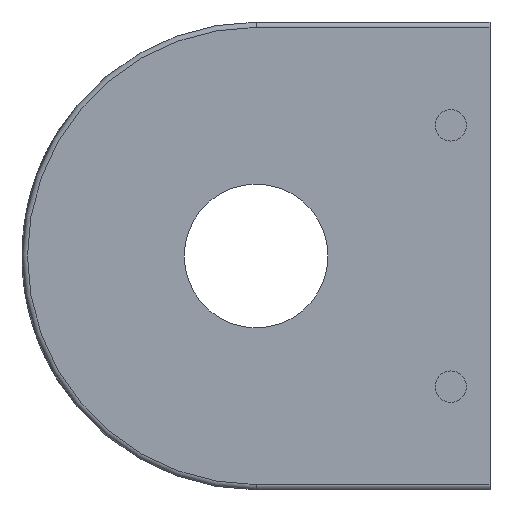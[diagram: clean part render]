
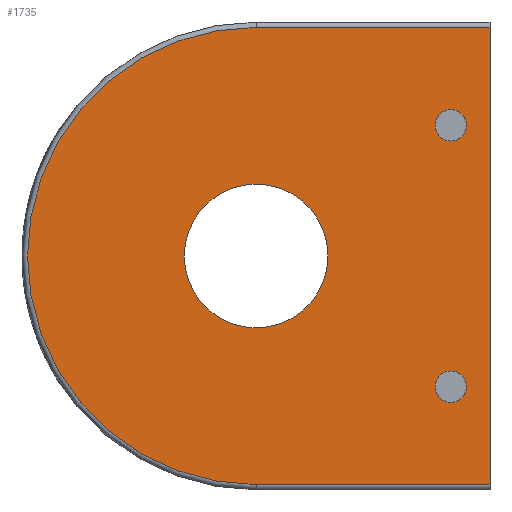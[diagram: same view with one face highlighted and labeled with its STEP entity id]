
A CAD part, front view. The second image highlights one B-rep face of the part: STEP entity #1735.
In plain terms, the highlighted planar face has unit normal (0, -1, 0).
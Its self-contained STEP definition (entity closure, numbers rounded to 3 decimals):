
#18 = AXIS2_PLACEMENT_3D ( 'NONE', #1557, #1781, #85 ) ;
#34 = DIRECTION ( 'NONE',  ( 0., 0., -1. ) ) ;
#42 = VERTEX_POINT ( 'NONE', #2010 ) ;
#57 = CARTESIAN_POINT ( 'NONE',  ( 8.95, 0., 8.75 ) ) ;
#85 = DIRECTION ( 'NONE',  ( 0., 0., 1. ) ) ;
#116 = CARTESIAN_POINT ( 'NONE',  ( 0., 0., 0. ) ) ;
#198 = DIRECTION ( 'NONE',  ( 0., -1., 0. ) ) ;
#219 = DIRECTION ( 'NONE',  ( 0., 0., 1. ) ) ;
#298 = DIRECTION ( 'NONE',  ( 0., 1., 0. ) ) ;
#306 = CARTESIAN_POINT ( 'NONE',  ( 7.45, 0., 4.4 ) ) ;
#309 = FACE_BOUND ( 'NONE', #2119, .T. ) ;
#349 = EDGE_CURVE ( 'NONE', #3109, #2166, #2837, .T. ) ;
#442 = ORIENTED_EDGE ( 'NONE', *, *, #1954, .F. ) ;
#561 = EDGE_LOOP ( 'NONE', ( #2482, #1188 ) ) ;
#629 = VECTOR ( 'NONE', #2459, 1000. ) ;
#750 = AXIS2_PLACEMENT_3D ( 'NONE', #2359, #2115, #912 ) ;
#759 = CARTESIAN_POINT ( 'NONE',  ( 0., 0., 2.75 ) ) ;
#764 = DIRECTION ( 'NONE',  ( 1., 0., 0. ) ) ;
#912 = DIRECTION ( 'NONE',  ( 0., 0., 1. ) ) ;
#928 = EDGE_LOOP ( 'NONE', ( #1816, #1033 ) ) ;
#937 = VERTEX_POINT ( 'NONE', #2955 ) ;
#946 = AXIS2_PLACEMENT_3D ( 'NONE', #3008, #2969, #2230 ) ;
#967 = EDGE_CURVE ( 'NONE', #2166, #3109, #2132, .T. ) ;
#968 = VECTOR ( 'NONE', #34, 1000. ) ;
#985 = AXIS2_PLACEMENT_3D ( 'NONE', #116, #1840, #1597 ) ;
#1001 = CARTESIAN_POINT ( 'NONE',  ( 8.95, 0., 0. ) ) ;
#1002 = ORIENTED_EDGE ( 'NONE', *, *, #2625, .T. ) ;
#1004 = FACE_OUTER_BOUND ( 'NONE', #2587, .T. ) ;
#1010 = VECTOR ( 'NONE', #764, 1000. ) ;
#1033 = ORIENTED_EDGE ( 'NONE', *, *, #1537, .T. ) ;
#1139 = CARTESIAN_POINT ( 'NONE',  ( 8.95, 0., -8.75 ) ) ;
#1188 = ORIENTED_EDGE ( 'NONE', *, *, #349, .F. ) ;
#1376 = EDGE_CURVE ( 'NONE', #2287, #1647, #1997, .T. ) ;
#1383 = DIRECTION ( 'NONE',  ( 0., 1., 0. ) ) ;
#1408 = CARTESIAN_POINT ( 'NONE',  ( 0., 0., -2.75 ) ) ;
#1439 = CARTESIAN_POINT ( 'NONE',  ( 7.45, 0., -5.6 ) ) ;
#1537 = EDGE_CURVE ( 'NONE', #42, #2193, #2281, .T. ) ;
#1557 = CARTESIAN_POINT ( 'NONE',  ( 7.45, 0., 5. ) ) ;
#1570 = VERTEX_POINT ( 'NONE', #306 ) ;
#1577 = LINE ( 'NONE', #2710, #629 ) ;
#1597 = DIRECTION ( 'NONE',  ( 0., 0., -1. ) ) ;
#1616 = DIRECTION ( 'NONE',  ( 0., 0., 1. ) ) ;
#1634 = PLANE ( 'NONE',  #1903 ) ;
#1647 = VERTEX_POINT ( 'NONE', #1139 ) ;
#1648 = DIRECTION ( 'NONE',  ( 0., 1., 0. ) ) ;
#1658 = DIRECTION ( 'NONE',  ( 0., 0., 1. ) ) ;
#1663 = CARTESIAN_POINT ( 'NONE',  ( 0., 0., 0. ) ) ;
#1735 = ADVANCED_FACE ( 'NONE', ( #2280, #309, #2602, #1004 ), #1634, .F. ) ;
#1781 = DIRECTION ( 'NONE',  ( 0., 1., 0. ) ) ;
#1796 = CARTESIAN_POINT ( 'NONE',  ( 7.45, 0., -5. ) ) ;
#1816 = ORIENTED_EDGE ( 'NONE', *, *, #2144, .T. ) ;
#1828 = EDGE_CURVE ( 'NONE', #3027, #2287, #2523, .T. ) ;
#1840 = DIRECTION ( 'NONE',  ( 0., -1., 0. ) ) ;
#1903 = AXIS2_PLACEMENT_3D ( 'NONE', #2835, #1383, #1616 ) ;
#1954 = EDGE_CURVE ( 'NONE', #3152, #1647, #3022, .T. ) ;
#1966 = ORIENTED_EDGE ( 'NONE', *, *, #2746, .T. ) ;
#1971 = CARTESIAN_POINT ( 'NONE',  ( 0., 0., -8.75 ) ) ;
#1997 = LINE ( 'NONE', #3124, #1010 ) ;
#2010 = CARTESIAN_POINT ( 'NONE',  ( 7.45, 0., -4.4 ) ) ;
#2030 = AXIS2_PLACEMENT_3D ( 'NONE', #2663, #1648, #1658 ) ;
#2054 = AXIS2_PLACEMENT_3D ( 'NONE', #1663, #198, #219 ) ;
#2115 = DIRECTION ( 'NONE',  ( 0., 1., 0. ) ) ;
#2119 = EDGE_LOOP ( 'NONE', ( #1002, #1966 ) ) ;
#2132 = CIRCLE ( 'NONE', #946, 2.75 ) ;
#2144 = EDGE_CURVE ( 'NONE', #2193, #42, #2201, .T. ) ;
#2150 = CARTESIAN_POINT ( 'NONE',  ( 0., 0., 8.75 ) ) ;
#2166 = VERTEX_POINT ( 'NONE', #1408 ) ;
#2193 = VERTEX_POINT ( 'NONE', #1439 ) ;
#2201 = CIRCLE ( 'NONE', #750, 0.6 ) ;
#2230 = DIRECTION ( 'NONE',  ( 0., 0., -1. ) ) ;
#2260 = DIRECTION ( 'NONE',  ( 0., 0., 1. ) ) ;
#2280 = FACE_BOUND ( 'NONE', #928, .T. ) ;
#2281 = CIRCLE ( 'NONE', #2849, 0.6 ) ;
#2287 = VERTEX_POINT ( 'NONE', #1971 ) ;
#2359 = CARTESIAN_POINT ( 'NONE',  ( 7.45, 0., -5. ) ) ;
#2381 = EDGE_CURVE ( 'NONE', #3152, #3027, #1577, .T. ) ;
#2459 = DIRECTION ( 'NONE',  ( -1., 0., 0. ) ) ;
#2482 = ORIENTED_EDGE ( 'NONE', *, *, #967, .F. ) ;
#2523 = CIRCLE ( 'NONE', #2054, 8.75 ) ;
#2587 = EDGE_LOOP ( 'NONE', ( #2938, #2804, #442, #2638 ) ) ;
#2602 = FACE_BOUND ( 'NONE', #561, .T. ) ;
#2625 = EDGE_CURVE ( 'NONE', #1570, #937, #3049, .T. ) ;
#2638 = ORIENTED_EDGE ( 'NONE', *, *, #2381, .T. ) ;
#2663 = CARTESIAN_POINT ( 'NONE',  ( 7.45, 0., 5. ) ) ;
#2710 = CARTESIAN_POINT ( 'NONE',  ( 0., 0., 8.75 ) ) ;
#2746 = EDGE_CURVE ( 'NONE', #937, #1570, #2894, .T. ) ;
#2804 = ORIENTED_EDGE ( 'NONE', *, *, #1376, .T. ) ;
#2835 = CARTESIAN_POINT ( 'NONE',  ( 0., 0., 0. ) ) ;
#2837 = CIRCLE ( 'NONE', #985, 2.75 ) ;
#2849 = AXIS2_PLACEMENT_3D ( 'NONE', #1796, #298, #2260 ) ;
#2894 = CIRCLE ( 'NONE', #18, 0.6 ) ;
#2938 = ORIENTED_EDGE ( 'NONE', *, *, #1828, .T. ) ;
#2955 = CARTESIAN_POINT ( 'NONE',  ( 7.45, 0., 5.6 ) ) ;
#2969 = DIRECTION ( 'NONE',  ( 0., -1., 0. ) ) ;
#3008 = CARTESIAN_POINT ( 'NONE',  ( 0., 0., 0. ) ) ;
#3022 = LINE ( 'NONE', #1001, #968 ) ;
#3027 = VERTEX_POINT ( 'NONE', #2150 ) ;
#3049 = CIRCLE ( 'NONE', #2030, 0.6 ) ;
#3109 = VERTEX_POINT ( 'NONE', #759 ) ;
#3124 = CARTESIAN_POINT ( 'NONE',  ( 0., 0., -8.75 ) ) ;
#3152 = VERTEX_POINT ( 'NONE', #57 ) ;
